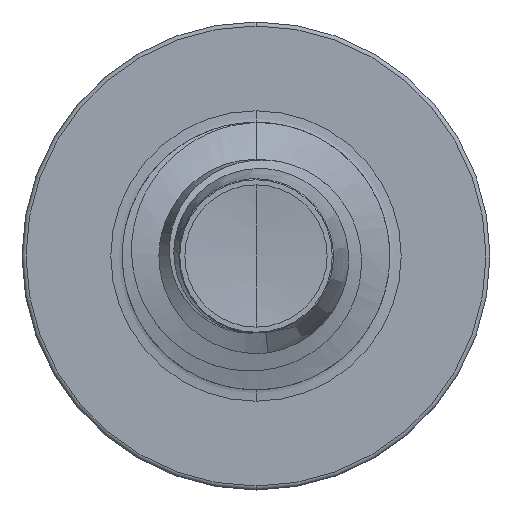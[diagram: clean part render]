
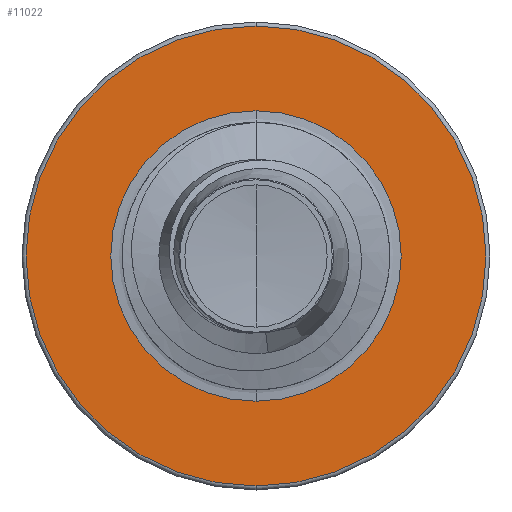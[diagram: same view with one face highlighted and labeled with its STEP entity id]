
A CAD part, front view. The second image highlights one B-rep face of the part: STEP entity #11022.
In plain terms, the highlighted planar face has unit normal (0, -1, 0).
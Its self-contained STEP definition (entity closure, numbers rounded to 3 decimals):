
#27 = CARTESIAN_POINT ( 'NONE',  ( 0., 4., 0. ) ) ;
#370 = EDGE_CURVE ( 'NONE', #2817, #2832, #7082, .T. ) ;
#369 = CARTESIAN_POINT ( 'NONE',  ( 0., 4., 1.72 ) ) ;
#714 = CIRCLE ( 'NONE', #10489, 1.72 ) ;
#722 = EDGE_CURVE ( 'NONE', #2832, #2817, #5654, .T. ) ;
#1535 = CARTESIAN_POINT ( 'NONE',  ( 0., 4., 0. ) ) ;
#1731 = DIRECTION ( 'NONE',  ( 0., 0., 1. ) ) ;
#1754 = DIRECTION ( 'NONE',  ( 0., 0., 1. ) ) ;
#1791 = DIRECTION ( 'NONE',  ( 0., 1., 0. ) ) ;
#1874 = CARTESIAN_POINT ( 'NONE',  ( 0., 4., 0. ) ) ;
#2014 = AXIS2_PLACEMENT_3D ( 'NONE', #3349, #3325, #3084 ) ;
#2101 = CARTESIAN_POINT ( 'NONE',  ( 0., 4., -1.72 ) ) ;
#2383 = AXIS2_PLACEMENT_3D ( 'NONE', #1535, #9842, #3277 ) ;
#2446 = ORIENTED_EDGE ( 'NONE', *, *, #722, .T. ) ;
#2817 = VERTEX_POINT ( 'NONE', #4818 ) ;
#2832 = VERTEX_POINT ( 'NONE', #4182 ) ;
#3084 = DIRECTION ( 'NONE',  ( 0., 0., 1. ) ) ;
#3277 = DIRECTION ( 'NONE',  ( 0., 0., 1. ) ) ;
#3325 = DIRECTION ( 'NONE',  ( 0., 1., 0. ) ) ;
#3349 = CARTESIAN_POINT ( 'NONE',  ( 0., 4., 0. ) ) ;
#4059 = AXIS2_PLACEMENT_3D ( 'NONE', #9467, #11527, #11550 ) ;
#4182 = CARTESIAN_POINT ( 'NONE',  ( 0., 4., 1.086 ) ) ;
#4262 = EDGE_LOOP ( 'NONE', ( #10975, #12171 ) ) ;
#4492 = VERTEX_POINT ( 'NONE', #369 ) ;
#4794 = VERTEX_POINT ( 'NONE', #2101 ) ;
#4818 = CARTESIAN_POINT ( 'NONE',  ( 0., 4., -1.086 ) ) ;
#5140 = CIRCLE ( 'NONE', #2383, 1.72 ) ;
#5554 = AXIS2_PLACEMENT_3D ( 'NONE', #1874, #1791, #1754 ) ;
#5654 = CIRCLE ( 'NONE', #2014, 1.086 ) ;
#7082 = CIRCLE ( 'NONE', #5554, 1.086 ) ;
#7599 = FACE_BOUND ( 'NONE', #12990, .T. ) ;
#7910 = FACE_OUTER_BOUND ( 'NONE', #4262, .T. ) ;
#9151 = DIRECTION ( 'NONE',  ( 0., 1., 0. ) ) ;
#9394 = EDGE_CURVE ( 'NONE', #4492, #4794, #5140, .T. ) ;
#9467 = CARTESIAN_POINT ( 'NONE',  ( 0., 4., -1.086 ) ) ;
#9842 = DIRECTION ( 'NONE',  ( 0., 1., 0. ) ) ;
#10489 = AXIS2_PLACEMENT_3D ( 'NONE', #27, #9151, #1731 ) ;
#10892 = PLANE ( 'NONE',  #4059 ) ;
#10975 = ORIENTED_EDGE ( 'NONE', *, *, #9394, .F. ) ;
#11022 = ADVANCED_FACE ( 'NONE', ( #7910, #7599 ), #10892, .F. ) ;
#11176 = ORIENTED_EDGE ( 'NONE', *, *, #370, .T. ) ;
#11527 = DIRECTION ( 'NONE',  ( 0., 1., 0. ) ) ;
#11550 = DIRECTION ( 'NONE',  ( 0., 0., 1. ) ) ;
#11790 = EDGE_CURVE ( 'NONE', #4794, #4492, #714, .T. ) ;
#12171 = ORIENTED_EDGE ( 'NONE', *, *, #11790, .F. ) ;
#12990 = EDGE_LOOP ( 'NONE', ( #2446, #11176 ) ) ;
